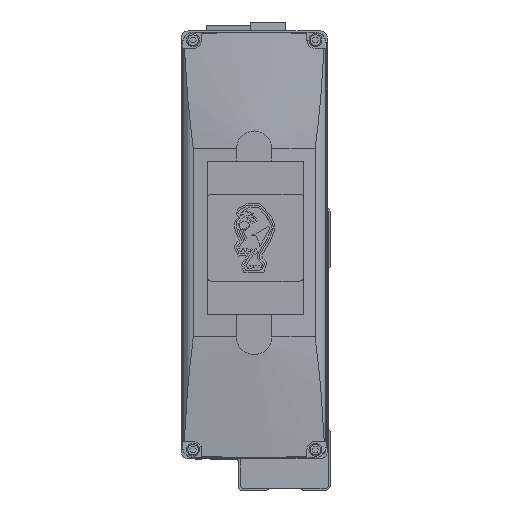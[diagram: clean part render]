
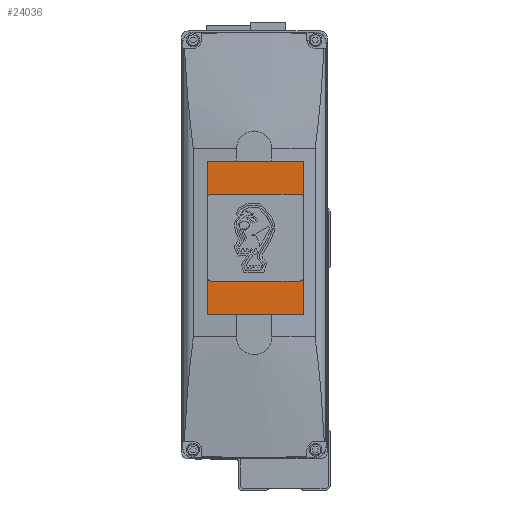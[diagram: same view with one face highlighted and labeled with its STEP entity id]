
A CAD part, left-side view. The second image highlights one B-rep face of the part: STEP entity #24036.
In plain terms, the highlighted planar face has unit normal (-1, 0, 0).
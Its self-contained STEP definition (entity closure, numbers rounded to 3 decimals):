
#100 = DIRECTION ( 'NONE',  ( 1., 0., 0. ) ) ;
#2700 = CARTESIAN_POINT ( 'NONE',  ( -43., 19.976, 14.734 ) ) ;
#5098 = CARTESIAN_POINT ( 'NONE',  ( -43., 0., 0. ) ) ;
#5287 = DIRECTION ( 'NONE',  ( 0., 0., 1. ) ) ;
#5553 = CARTESIAN_POINT ( 'NONE',  ( -43., -21.024, 14.734 ) ) ;
#7423 = VECTOR ( 'NONE', #28942, 1000. ) ;
#8066 = ORIENTED_EDGE ( 'NONE', *, *, #24410, .T. ) ;
#10534 = CARTESIAN_POINT ( 'NONE',  ( -43., 19.976, 79.734 ) ) ;
#11166 = EDGE_LOOP ( 'NONE', ( #18304, #8066, #30339, #27648 ) ) ;
#11799 = VERTEX_POINT ( 'NONE', #2700 ) ;
#12194 = CARTESIAN_POINT ( 'NONE',  ( -43., -21.024, 14.734 ) ) ;
#12894 = PLANE ( 'NONE',  #19239 ) ;
#14320 = LINE ( 'NONE', #26931, #7423 ) ;
#15426 = DIRECTION ( 'NONE',  ( 0., 0., -1. ) ) ;
#16005 = VERTEX_POINT ( 'NONE', #10534 ) ;
#16412 = VECTOR ( 'NONE', #5287, 1000. ) ;
#17020 = DIRECTION ( 'NONE',  ( 0., -1., 0. ) ) ;
#17734 = DIRECTION ( 'NONE',  ( 0., 0., -1. ) ) ;
#17915 = LINE ( 'NONE', #28039, #16412 ) ;
#18304 = ORIENTED_EDGE ( 'NONE', *, *, #32818, .T. ) ;
#19239 = AXIS2_PLACEMENT_3D ( 'NONE', #5098, #100, #17734 ) ;
#20382 = LINE ( 'NONE', #27371, #20872 ) ;
#20872 = VECTOR ( 'NONE', #15426, 1000. ) ;
#22857 = FACE_OUTER_BOUND ( 'NONE', #11166, .T. ) ;
#23579 = CARTESIAN_POINT ( 'NONE',  ( -43., -21.024, 79.734 ) ) ;
#24017 = VECTOR ( 'NONE', #17020, 1000. ) ;
#24036 = ADVANCED_FACE ( 'NONE', ( #22857 ), #12894, .F. ) ;
#24410 = EDGE_CURVE ( 'NONE', #16005, #11799, #20382, .T. ) ;
#25153 = EDGE_CURVE ( 'NONE', #11799, #27801, #29968, .T. ) ;
#26931 = CARTESIAN_POINT ( 'NONE',  ( -43., -21.024, 79.734 ) ) ;
#27016 = VERTEX_POINT ( 'NONE', #23579 ) ;
#27371 = CARTESIAN_POINT ( 'NONE',  ( -43., 19.976, 14.734 ) ) ;
#27648 = ORIENTED_EDGE ( 'NONE', *, *, #32247, .T. ) ;
#27801 = VERTEX_POINT ( 'NONE', #5553 ) ;
#28039 = CARTESIAN_POINT ( 'NONE',  ( -43., -21.024, 14.734 ) ) ;
#28942 = DIRECTION ( 'NONE',  ( 0., 1., 0. ) ) ;
#29968 = LINE ( 'NONE', #12194, #24017 ) ;
#30339 = ORIENTED_EDGE ( 'NONE', *, *, #25153, .T. ) ;
#32247 = EDGE_CURVE ( 'NONE', #27801, #27016, #17915, .T. ) ;
#32818 = EDGE_CURVE ( 'NONE', #27016, #16005, #14320, .T. ) ;
